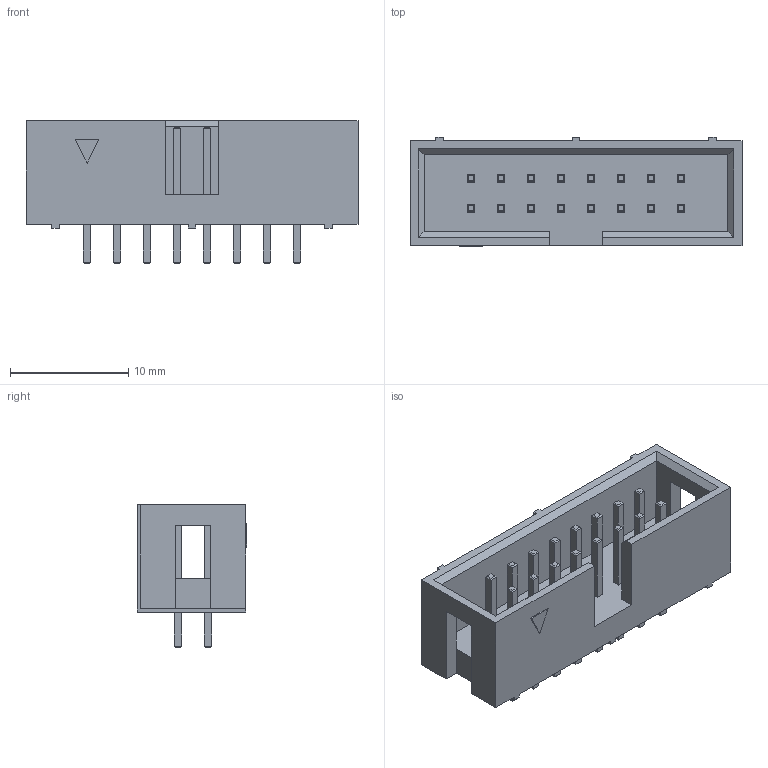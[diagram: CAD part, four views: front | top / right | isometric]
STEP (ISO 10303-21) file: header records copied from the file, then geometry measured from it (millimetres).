
FILE_DESCRIPTION (( 'STEP AP214' ), '1' );
FILE_NAME ('User Library-BH-10..64.STEP', '2012-06-03T08:28:05', ( 'sysAdmin' ), ( 'SolidWorks' ), 'SwSTEP 2.0', 'SolidWorks 2012', '' );
FILE_SCHEMA (( 'AUTOMOTIVE_DESIGN' ));
Length unit declared in the file: millimetre
Products named in the file (1): User Library-BH-10..64
Bounding box: 28.12 x 9.3 x 12.1 mm (x, y, z)
Volume: 1125.6 mm3; surface area: 1877.2 mm2
Topology: 1 solids, 1 shells, 337 faces, 782 edges, 476 vertices
Faces by surface type: plane 337
Entity records: 12398 total; most frequent: CARTESIAN_POINT 1596, ORIENTED_EDGE 1564, DIRECTION 1458, VECTOR 782, EDGE_CURVE 782, LINE 782, VERTEX_POINT 476, EDGE_LOOP 370
